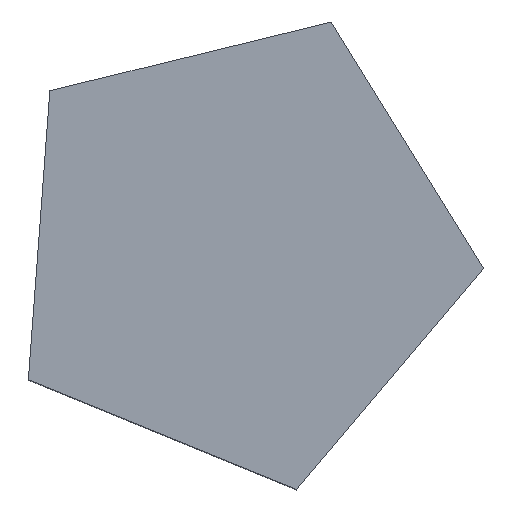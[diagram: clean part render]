
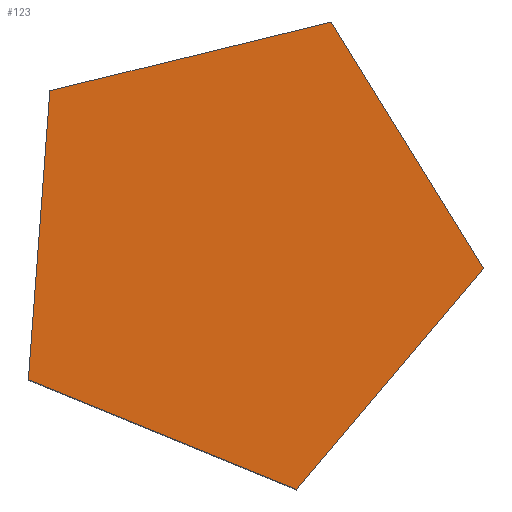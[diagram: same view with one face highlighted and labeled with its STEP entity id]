
A CAD part, top view. The second image highlights one B-rep face of the part: STEP entity #123.
In plain terms, the highlighted planar face has unit normal (0, 0, 1).
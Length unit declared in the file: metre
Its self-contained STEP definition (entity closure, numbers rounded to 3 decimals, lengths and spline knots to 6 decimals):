
#32=ORIENTED_EDGE('',*,*,#44,.T.);
#33=ORIENTED_EDGE('',*,*,#48,.T.);
#34=ORIENTED_EDGE('',*,*,#51,.T.);
#35=ORIENTED_EDGE('',*,*,#54,.T.);
#36=ORIENTED_EDGE('',*,*,#56,.T.);
#44=EDGE_CURVE('',#60,#59,#69,.T.);
#48=EDGE_CURVE('',#59,#62,#73,.T.);
#51=EDGE_CURVE('',#62,#64,#76,.T.);
#54=EDGE_CURVE('',#64,#66,#79,.T.);
#56=EDGE_CURVE('',#66,#60,#81,.T.);
#59=VERTEX_POINT('',#182);
#60=VERTEX_POINT('',#184);
#62=VERTEX_POINT('',#190);
#64=VERTEX_POINT('',#196);
#66=VERTEX_POINT('',#202);
#69=LINE('',#183,#84);
#73=LINE('',#191,#88);
#76=LINE('',#197,#91);
#79=LINE('',#203,#94);
#81=LINE('',#206,#96);
#84=VECTOR('',#151,1.);
#88=VECTOR('',#157,1.);
#91=VECTOR('',#162,1.);
#94=VECTOR('',#167,1.);
#96=VECTOR('',#171,1.);
#102=EDGE_LOOP('',(#32,#33,#34,#35,#36));
#109=FACE_BOUND('',#102,.T.);
#116=PLANE('',#143);
#123=ADVANCED_FACE('',(#109),#116,.T.);
#143=AXIS2_PLACEMENT_3D('',#207,#172,#173);
#151=DIRECTION('',(0.925,-0.379,0.));
#157=DIRECTION('',(0.646,0.763,0.));
#162=DIRECTION('',(-0.526,0.85,0.));
#167=DIRECTION('',(-0.971,-0.237,0.));
#171=DIRECTION('',(-0.074,-0.997,0.));
#172=DIRECTION('',(0.,0.,1.));
#173=DIRECTION('',(1.,0.,0.));
#182=CARTESIAN_POINT('',(0.001467,-0.006004,0.008));
#183=CARTESIAN_POINT('',(-0.001895,-0.004627,0.008));
#184=CARTESIAN_POINT('',(-0.005256,-0.003251,0.008));
#190=CARTESIAN_POINT('',(0.006163,-0.00046,0.008));
#191=CARTESIAN_POINT('',(0.003815,-0.003232,0.008));
#196=CARTESIAN_POINT('',(0.002342,0.005719,0.008));
#197=CARTESIAN_POINT('',(0.004252,0.00263,0.008));
#202=CARTESIAN_POINT('',(-0.004716,0.003995,0.008));
#203=CARTESIAN_POINT('',(-0.001187,0.004857,0.008));
#206=CARTESIAN_POINT('',(-0.004986,0.000372,0.008));
#207=CARTESIAN_POINT('',(0.000453,-0.000142,0.008));
